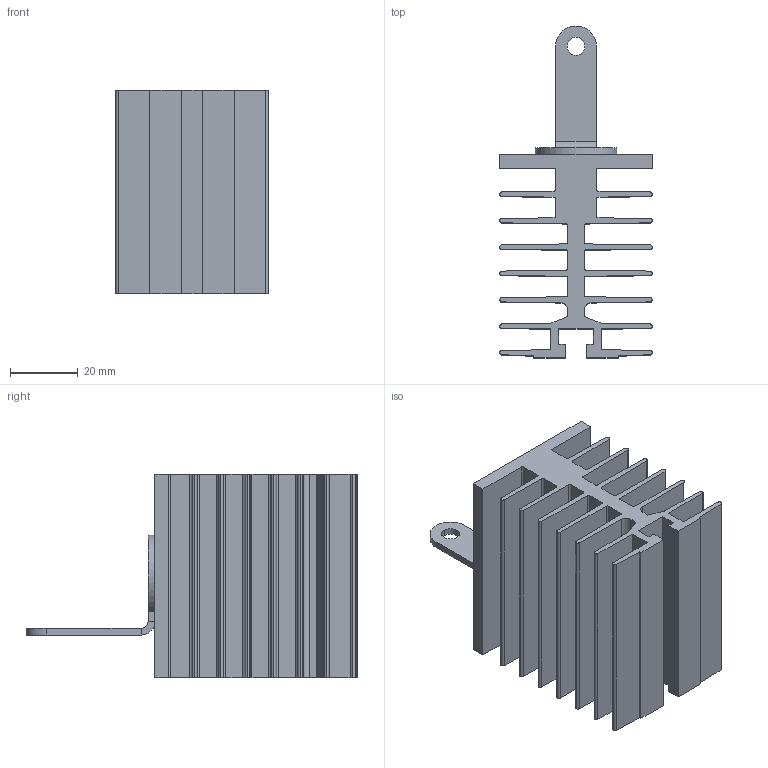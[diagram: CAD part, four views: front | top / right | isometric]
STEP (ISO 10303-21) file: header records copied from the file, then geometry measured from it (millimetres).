
FILE_DESCRIPTION (( 'STEP AP214' ), '1' );
FILE_NAME ('O141.STEP', '2021-04-19T07:10:56', ( '' ), ( '' ), 'SwSTEP 2.0', 'SolidWorks 2018', '' );
FILE_SCHEMA (( 'AUTOMOTIVE_DESIGN' ));
Length unit declared in the file: millimetre
Products named in the file (1): O141
Bounding box: 45 x 98.04 x 60 mm (x, y, z)
Volume: 60361.7 mm3; surface area: 47931.6 mm2
Topology: 2 solids, 2 shells, 134 faces, 378 edges, 247 vertices
Faces by surface type: plane 72, cylinder 58, cone 4
Entity records: 5855 total; most frequent: DIRECTION 764, CARTESIAN_POINT 758, ORIENTED_EDGE 752, EDGE_CURVE 376, VECTOR 258, LINE 258, AXIS2_PLACEMENT_3D 253, VERTEX_POINT 247
